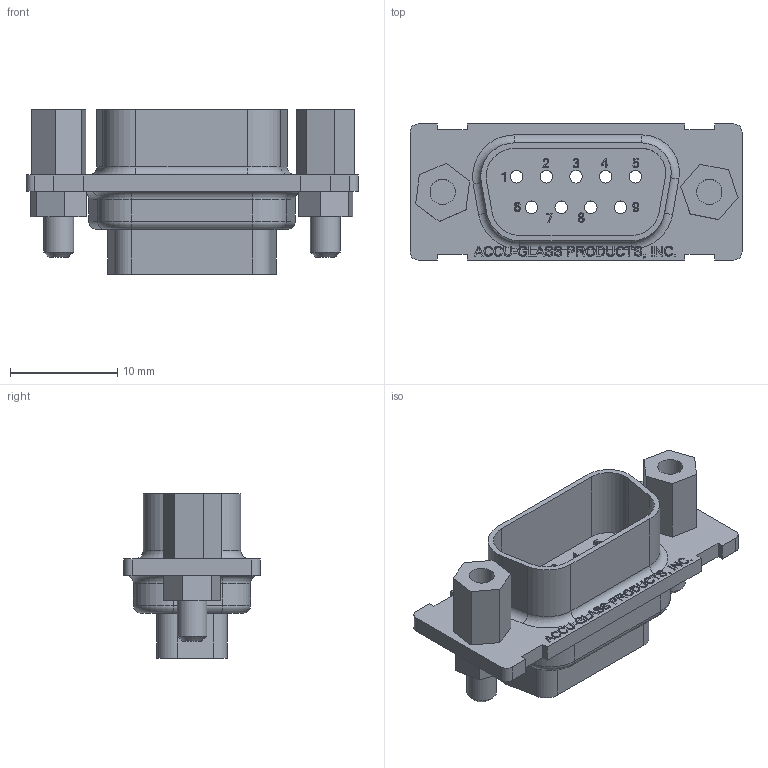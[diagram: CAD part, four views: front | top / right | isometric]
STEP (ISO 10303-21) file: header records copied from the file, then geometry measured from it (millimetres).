
FILE_DESCRIPTION(/* description */ ('Alibre Inc.'),/* implementation_level */ '2;1');
FILE_NAME(/* name */ 'export0',/* time_stamp */ '2017-02-01T08:06:40-08:00',/* author */ (''),/* organization */ (''),/* preprocessor_version */ 'ST-DEVELOPER v14',/* originating_system */ 'Alibre',/* authorisation */ '');
FILE_SCHEMA (('CONFIG_CONTROL_DESIGN'));
Length unit declared in the file: centimetre
Products named in the file (1): ID_1
Bounding box: 30.99 x 12.7 x 15.37 mm (x, y, z)
Volume: 1837.9 mm3; surface area: 2712.6 mm2
Topology: 1 solids, 1 shells, 708 faces, 1966 edges, 1299 vertices
Faces by surface type: bspline 335, plane 286, cylinder 62, torus 14, cone 11
Full cylindrical faces by diameter (mm): 1.168 x9, 2.286 x9, 2.362 x2, 2.794 x2
Entity records: 22659 total; most frequent: CARTESIAN_POINT 7331, ORIENTED_EDGE 3848, EDGE_CURVE 1924, DIRECTION 1748, VERTEX_POINT 1290, VECTOR 1045, LINE 1045, EDGE_LOOP 798
